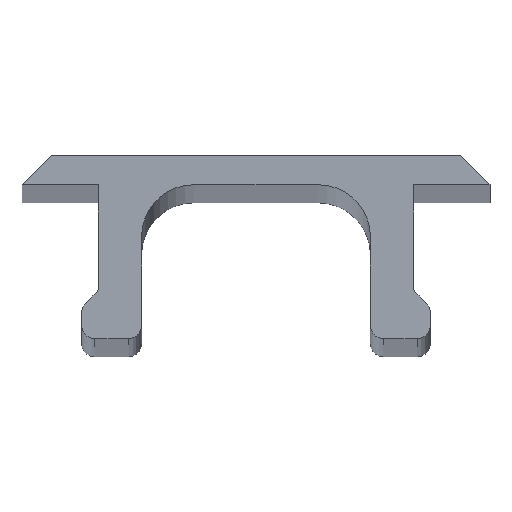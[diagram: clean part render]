
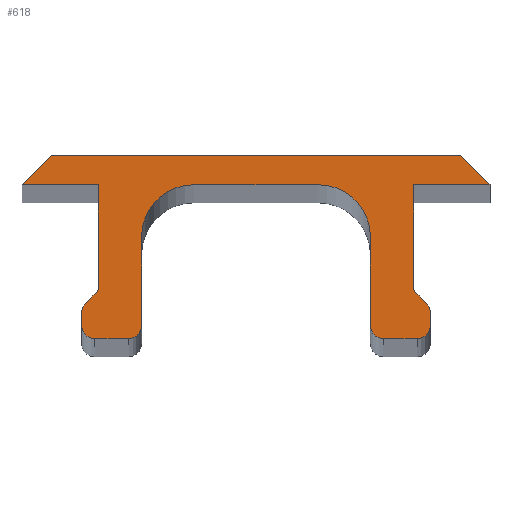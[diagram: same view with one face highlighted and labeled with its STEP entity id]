
A CAD part, top view. The second image highlights one B-rep face of the part: STEP entity #618.
In plain terms, the highlighted planar face has unit normal (0, 0, 1).
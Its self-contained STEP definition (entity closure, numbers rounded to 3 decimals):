
#104=CIRCLE('',#625,0.25);
#106=CIRCLE('',#629,0.25);
#108=CIRCLE('',#633,0.25);
#110=CIRCLE('',#637,0.25);
#112=CIRCLE('',#641,1.);
#114=CIRCLE('',#645,1.);
#116=CIRCLE('',#649,0.25);
#118=CIRCLE('',#653,0.25);
#120=CIRCLE('',#657,0.25);
#122=CIRCLE('',#661,0.25);
#134=VERTEX_POINT('',#806);
#135=VERTEX_POINT('',#807);
#138=VERTEX_POINT('',#815);
#140=VERTEX_POINT('',#821);
#142=VERTEX_POINT('',#827);
#144=VERTEX_POINT('',#833);
#146=VERTEX_POINT('',#839);
#148=VERTEX_POINT('',#845);
#150=VERTEX_POINT('',#851);
#152=VERTEX_POINT('',#857);
#154=VERTEX_POINT('',#863);
#156=VERTEX_POINT('',#869);
#158=VERTEX_POINT('',#875);
#160=VERTEX_POINT('',#881);
#162=VERTEX_POINT('',#887);
#164=VERTEX_POINT('',#893);
#166=VERTEX_POINT('',#899);
#168=VERTEX_POINT('',#905);
#170=VERTEX_POINT('',#911);
#172=VERTEX_POINT('',#917);
#174=VERTEX_POINT('',#923);
#176=VERTEX_POINT('',#929);
#178=VERTEX_POINT('',#935);
#180=VERTEX_POINT('',#941);
#182=VERTEX_POINT('',#947);
#184=VERTEX_POINT('',#953);
#186=VECTOR('',#669,1.);
#190=VECTOR('',#674,1.);
#193=VECTOR('',#678,1.);
#196=VECTOR('',#682,1.);
#200=VECTOR('',#693,1.);
#204=VECTOR('',#704,1.);
#208=VECTOR('',#715,1.);
#212=VECTOR('',#726,1.);
#216=VECTOR('',#737,1.);
#220=VECTOR('',#748,1.);
#224=VECTOR('',#759,1.);
#228=VECTOR('',#770,1.);
#232=VECTOR('',#781,1.);
#236=VECTOR('',#792,1.);
#239=VECTOR('',#796,1.);
#242=VECTOR('',#800,1.);
#244=LINE('',#805,#186);
#248=LINE('',#814,#190);
#251=LINE('',#820,#193);
#254=LINE('',#826,#196);
#258=LINE('',#838,#200);
#262=LINE('',#850,#204);
#266=LINE('',#862,#208);
#270=LINE('',#874,#212);
#274=LINE('',#886,#216);
#278=LINE('',#898,#220);
#282=LINE('',#910,#224);
#286=LINE('',#922,#228);
#290=LINE('',#934,#232);
#294=LINE('',#946,#236);
#297=LINE('',#952,#239);
#300=LINE('',#958,#242);
#302=EDGE_CURVE('',#134,#135,#244,.T.);
#306=EDGE_CURVE('',#135,#138,#248,.T.);
#309=EDGE_CURVE('',#138,#140,#251,.T.);
#312=EDGE_CURVE('',#140,#142,#254,.T.);
#315=EDGE_CURVE('',#142,#144,#104,.T.);
#318=EDGE_CURVE('',#144,#146,#258,.T.);
#321=EDGE_CURVE('',#146,#148,#106,.T.);
#324=EDGE_CURVE('',#148,#150,#262,.T.);
#327=EDGE_CURVE('',#150,#152,#108,.T.);
#330=EDGE_CURVE('',#152,#154,#266,.T.);
#333=EDGE_CURVE('',#154,#156,#110,.T.);
#336=EDGE_CURVE('',#156,#158,#270,.T.);
#339=EDGE_CURVE('',#158,#160,#112,.T.);
#342=EDGE_CURVE('',#160,#162,#274,.T.);
#345=EDGE_CURVE('',#162,#164,#114,.T.);
#348=EDGE_CURVE('',#164,#166,#278,.T.);
#351=EDGE_CURVE('',#166,#168,#116,.T.);
#354=EDGE_CURVE('',#168,#170,#282,.T.);
#357=EDGE_CURVE('',#170,#172,#118,.T.);
#360=EDGE_CURVE('',#172,#174,#286,.T.);
#363=EDGE_CURVE('',#174,#176,#120,.T.);
#366=EDGE_CURVE('',#176,#178,#290,.T.);
#369=EDGE_CURVE('',#178,#180,#122,.T.);
#372=EDGE_CURVE('',#180,#182,#294,.T.);
#375=EDGE_CURVE('',#182,#184,#297,.T.);
#378=EDGE_CURVE('',#184,#134,#300,.T.);
#484=ORIENTED_EDGE('',*,*,#302,.F.);
#485=ORIENTED_EDGE('',*,*,#378,.F.);
#486=ORIENTED_EDGE('',*,*,#375,.F.);
#487=ORIENTED_EDGE('',*,*,#372,.F.);
#488=ORIENTED_EDGE('',*,*,#369,.F.);
#489=ORIENTED_EDGE('',*,*,#366,.F.);
#490=ORIENTED_EDGE('',*,*,#363,.F.);
#491=ORIENTED_EDGE('',*,*,#360,.F.);
#492=ORIENTED_EDGE('',*,*,#357,.F.);
#493=ORIENTED_EDGE('',*,*,#354,.F.);
#494=ORIENTED_EDGE('',*,*,#351,.F.);
#495=ORIENTED_EDGE('',*,*,#348,.F.);
#496=ORIENTED_EDGE('',*,*,#345,.F.);
#497=ORIENTED_EDGE('',*,*,#342,.F.);
#498=ORIENTED_EDGE('',*,*,#339,.F.);
#499=ORIENTED_EDGE('',*,*,#336,.F.);
#500=ORIENTED_EDGE('',*,*,#333,.F.);
#501=ORIENTED_EDGE('',*,*,#330,.F.);
#502=ORIENTED_EDGE('',*,*,#327,.F.);
#503=ORIENTED_EDGE('',*,*,#324,.F.);
#504=ORIENTED_EDGE('',*,*,#321,.F.);
#505=ORIENTED_EDGE('',*,*,#318,.F.);
#506=ORIENTED_EDGE('',*,*,#315,.F.);
#507=ORIENTED_EDGE('',*,*,#312,.F.);
#508=ORIENTED_EDGE('',*,*,#309,.F.);
#509=ORIENTED_EDGE('',*,*,#306,.F.);
#562=EDGE_LOOP('',(#484,#485,#486,#487,#488,#489,#490,#491,#492,#493,#494,
#495,#496,#497,#498,#499,#500,#501,#502,#503,#504,#505,#506,#507,#508,#509));
#590=FACE_BOUND('',#562,.T.);
#618=ADVANCED_FACE('',(#590),#978,.T.);
#625=AXIS2_PLACEMENT_3D('',#832,#687,#688);
#629=AXIS2_PLACEMENT_3D('',#844,#698,#699);
#633=AXIS2_PLACEMENT_3D('',#856,#709,#710);
#637=AXIS2_PLACEMENT_3D('',#868,#720,#721);
#641=AXIS2_PLACEMENT_3D('',#880,#731,#732);
#645=AXIS2_PLACEMENT_3D('',#892,#742,#743);
#649=AXIS2_PLACEMENT_3D('',#904,#753,#754);
#653=AXIS2_PLACEMENT_3D('',#916,#764,#765);
#657=AXIS2_PLACEMENT_3D('',#928,#775,#776);
#661=AXIS2_PLACEMENT_3D('',#940,#786,#787);
#666=AXIS2_PLACEMENT_3D('',#960,#802,$);
#669=DIRECTION('',(1.,0.,0.));
#674=DIRECTION('',(0.707,-0.707,0.));
#678=DIRECTION('',(-1.,0.,0.));
#682=DIRECTION('',(0.,-1.,0.));
#687=DIRECTION('',(0.,0.,1.));
#688=DIRECTION('',(0.25,0.,0.));
#693=DIRECTION('',(0.707,-0.707,0.));
#698=DIRECTION('',(0.,0.,-1.));
#699=DIRECTION('',(0.25,0.,0.));
#704=DIRECTION('',(0.,-1.,0.));
#709=DIRECTION('',(0.,0.,-1.));
#710=DIRECTION('',(0.25,0.,0.));
#715=DIRECTION('',(-1.,0.,0.));
#720=DIRECTION('',(0.,0.,-1.));
#721=DIRECTION('',(0.25,0.,0.));
#726=DIRECTION('',(0.,1.,0.));
#731=DIRECTION('',(0.,0.,1.));
#732=DIRECTION('',(1.,0.,0.));
#737=DIRECTION('',(-1.,0.,0.));
#742=DIRECTION('',(0.,0.,1.));
#743=DIRECTION('',(1.,0.,0.));
#748=DIRECTION('',(0.,-1.,0.));
#753=DIRECTION('',(0.,0.,-1.));
#754=DIRECTION('',(0.25,0.,0.));
#759=DIRECTION('',(-1.,0.,0.));
#764=DIRECTION('',(0.,0.,-1.));
#765=DIRECTION('',(0.25,0.,0.));
#770=DIRECTION('',(0.,1.,0.));
#775=DIRECTION('',(0.,0.,-1.));
#776=DIRECTION('',(0.25,0.,0.));
#781=DIRECTION('',(0.707,0.707,0.));
#786=DIRECTION('',(0.,0.,1.));
#787=DIRECTION('',(0.25,0.,0.));
#792=DIRECTION('',(0.,1.,0.));
#796=DIRECTION('',(-1.,0.,0.));
#800=DIRECTION('',(0.707,0.707,0.));
#802=DIRECTION('',(0.,0.,1.));
#805=CARTESIAN_POINT('',(-3.934,1.521,100.));
#806=CARTESIAN_POINT('',(-3.934,1.521,100.));
#807=CARTESIAN_POINT('',(3.934,1.521,100.));
#814=CARTESIAN_POINT('',(3.934,1.521,100.));
#815=CARTESIAN_POINT('',(4.5,0.955,100.));
#820=CARTESIAN_POINT('',(4.5,0.955,100.));
#821=CARTESIAN_POINT('',(3.03,0.955,100.));
#826=CARTESIAN_POINT('',(3.03,0.955,100.));
#827=CARTESIAN_POINT('',(3.03,-1.063,100.));
#832=CARTESIAN_POINT('',(3.25,-0.945,100.));
#833=CARTESIAN_POINT('',(3.073,-1.121,100.));
#838=CARTESIAN_POINT('',(3.073,-1.121,100.));
#839=CARTESIAN_POINT('',(3.28,-1.328,100.));
#844=CARTESIAN_POINT('',(3.104,-1.505,100.));
#845=CARTESIAN_POINT('',(3.354,-1.505,100.));
#850=CARTESIAN_POINT('',(3.354,-1.505,100.));
#851=CARTESIAN_POINT('',(3.354,-1.752,100.));
#856=CARTESIAN_POINT('',(3.104,-1.752,100.));
#857=CARTESIAN_POINT('',(3.104,-2.002,100.));
#862=CARTESIAN_POINT('',(3.104,-2.002,100.));
#863=CARTESIAN_POINT('',(2.45,-2.002,100.));
#868=CARTESIAN_POINT('',(2.45,-1.752,100.));
#869=CARTESIAN_POINT('',(2.2,-1.752,100.));
#874=CARTESIAN_POINT('',(2.2,-1.752,100.));
#875=CARTESIAN_POINT('',(2.2,-0.045,100.));
#880=CARTESIAN_POINT('',(1.2,-0.045,100.));
#881=CARTESIAN_POINT('',(1.2,0.955,100.));
#886=CARTESIAN_POINT('',(1.2,0.955,100.));
#887=CARTESIAN_POINT('',(-1.2,0.955,100.));
#892=CARTESIAN_POINT('',(-1.2,-0.045,100.));
#893=CARTESIAN_POINT('',(-2.2,-0.045,100.));
#898=CARTESIAN_POINT('',(-2.2,-0.045,100.));
#899=CARTESIAN_POINT('',(-2.2,-1.752,100.));
#904=CARTESIAN_POINT('',(-2.45,-1.752,100.));
#905=CARTESIAN_POINT('',(-2.45,-2.002,100.));
#910=CARTESIAN_POINT('',(-2.45,-2.002,100.));
#911=CARTESIAN_POINT('',(-3.104,-2.002,100.));
#916=CARTESIAN_POINT('',(-3.104,-1.752,100.));
#917=CARTESIAN_POINT('',(-3.354,-1.752,100.));
#922=CARTESIAN_POINT('',(-3.354,-1.752,100.));
#923=CARTESIAN_POINT('',(-3.354,-1.505,100.));
#928=CARTESIAN_POINT('',(-3.104,-1.505,100.));
#929=CARTESIAN_POINT('',(-3.28,-1.328,100.));
#934=CARTESIAN_POINT('',(-3.28,-1.328,100.));
#935=CARTESIAN_POINT('',(-3.073,-1.121,100.));
#940=CARTESIAN_POINT('',(-3.25,-0.945,100.));
#941=CARTESIAN_POINT('',(-3.03,-1.063,100.));
#946=CARTESIAN_POINT('',(-3.03,-1.063,100.));
#947=CARTESIAN_POINT('',(-3.03,0.955,100.));
#952=CARTESIAN_POINT('',(-3.03,0.955,100.));
#953=CARTESIAN_POINT('',(-4.5,0.955,100.));
#958=CARTESIAN_POINT('',(-4.5,0.955,100.));
#960=CARTESIAN_POINT('',(0.,0.326,100.));
#978=PLANE('',#666);
